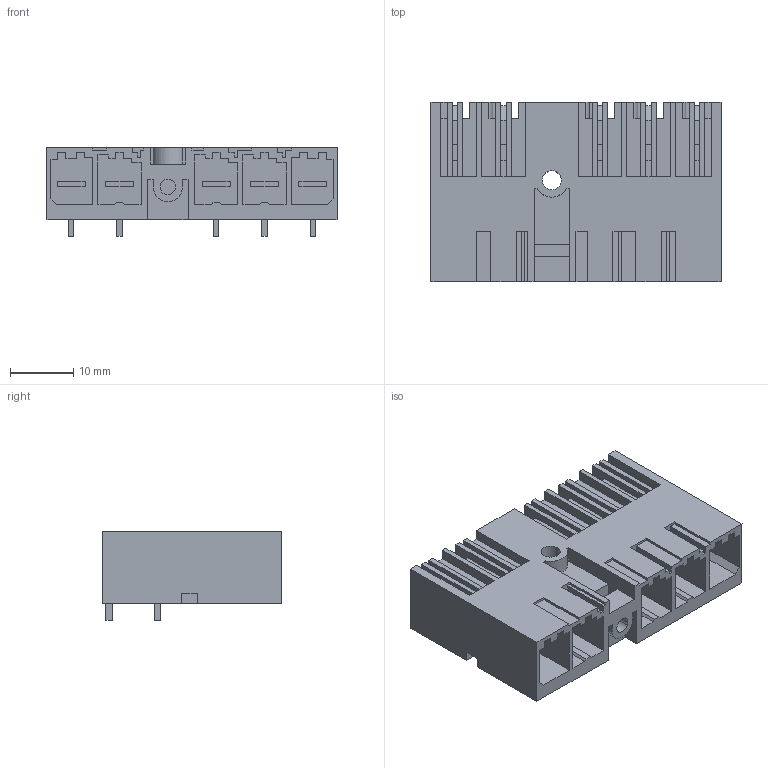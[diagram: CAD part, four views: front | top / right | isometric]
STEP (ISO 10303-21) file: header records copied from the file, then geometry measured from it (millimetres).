
FILE_DESCRIPTION(('CATIA V5 STEP Exchange','CAx-IF Rec.Pracs.--- Model Styling and Organization---1.4--- 2014-01-23'),'2;1');
FILE_NAME ('157860-1_0', '2020-12-03T14:35:25+00:00', ('none'), ('Weidmueller'), 'CATIA Version 5-6 Release 2016 SP3 HF44', 'CATIA V5 STEP AP214', 'none');
FILE_SCHEMA(('AUTOMOTIVE_DESIGN { 1 0 10303 214 1 1 1 1 }'));
Length unit declared in the file: millimetre
Products named in the file (1): 2499770000
Bounding box: 45.72 x 28.3 x 14 mm (x, y, z)
Volume: 8348.9 mm3; surface area: 10627.1 mm2
Topology: 6 solids, 6 shells, 433 faces, 1261 edges, 842 vertices
Faces by surface type: plane 413, cylinder 20
Entity records: 13927 total; most frequent: ORIENTED_EDGE 2522, CARTESIAN_POINT 2449, DIRECTION 1934, EDGE_CURVE 1261, VECTOR 1213, LINE 1213, VERTEX_POINT 842, EDGE_LOOP 449
